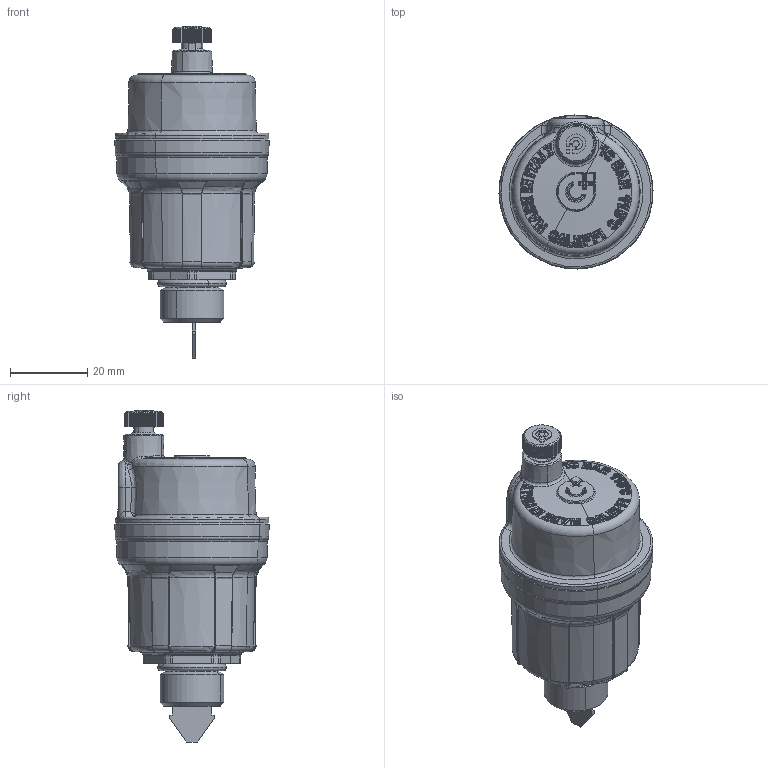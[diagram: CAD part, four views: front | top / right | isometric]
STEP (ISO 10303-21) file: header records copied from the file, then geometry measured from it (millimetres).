
FILE_DESCRIPTION(('CATIA V5 STEP Exchange','CAx-IF Rec.Pracs.--- Model Styling and Organization---1.4--- 2014-01-23','CAx-IF Rec.Pracs.---3D Tessellated Data Validation Properties---0.5---2014-09-14'),'2;1');
FILE_NAME('STEP_502630_-_TST.stp','2020-07-21T12:42:28+00:00',('none'),('none'),'CATIA Version 5-6 Release 2019 SP3','CATIA V5 STEP AP242 v1','none');
FILE_SCHEMA(('AP242_MANAGED_MODEL_BASED_3D_ENGINEERING_MIM_LF {1 0 10303 442 1 1 4}'));
Products named in the file (1): 502630 - TST
Bounding box: 39.97 x 39.97 x 86.1 mm (x, y, z)
Volume: 50761.9 mm3; surface area: 14468 mm2
Topology: 2 solids, 7 shells, 2429 faces, 5829 edges, 3217 vertices
Faces by surface type: bspline 830, cylinder 651, plane 497, sphere 200, cone 133, torus 118
Entity records: 117856 total; most frequent: CARTESIAN_POINT 73063, ORIENTED_EDGE 11204, EDGE_CURVE 5602, DIRECTION 5459, VERTEX_POINT 3217, B_SPLINE_CURVE_WITH_KNOTS 2919, AXIS2_PLACEMENT_3D 2694, EDGE_LOOP 2475
